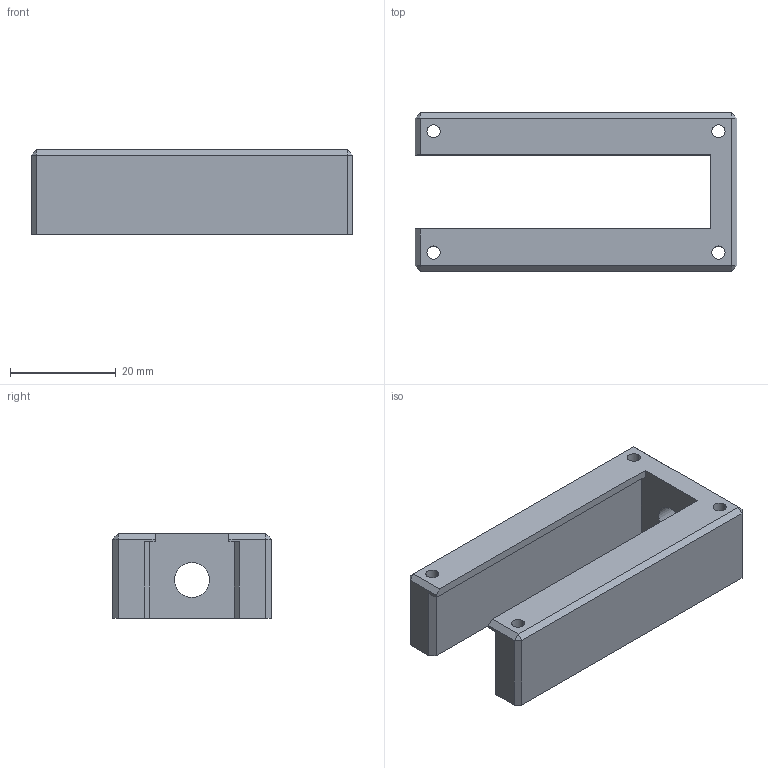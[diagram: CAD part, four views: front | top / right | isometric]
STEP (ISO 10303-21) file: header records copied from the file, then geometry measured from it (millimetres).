
FILE_DESCRIPTION (( 'STEP AP203' ), '1' );
FILE_NAME ('Parte fija tensado v6_Default_sldprt.STEP', '2023-10-28T09:53:30', ( '' ), ( '' ), 'SwSTEP 2.0', 'SolidWorks 2022', '' );
FILE_SCHEMA (( 'CONFIG_CONTROL_DESIGN' ));
Length unit declared in the file: millimetre
Products named in the file (1): Parte fija tensado v6_Default_sldprt
Bounding box: 61 x 30 x 16 mm (x, y, z)
Volume: 14498.9 mm3; surface area: 7137.2 mm2
Topology: 1 solids, 1 shells, 39 faces, 99 edges, 62 vertices
Faces by surface type: plane 29, cylinder 10
Entity records: 1254 total; most frequent: CARTESIAN_POINT 201, DIRECTION 199, ORIENTED_EDGE 198, EDGE_CURVE 99, LINE 79, VECTOR 79, VERTEX_POINT 62, AXIS2_PLACEMENT_3D 60
